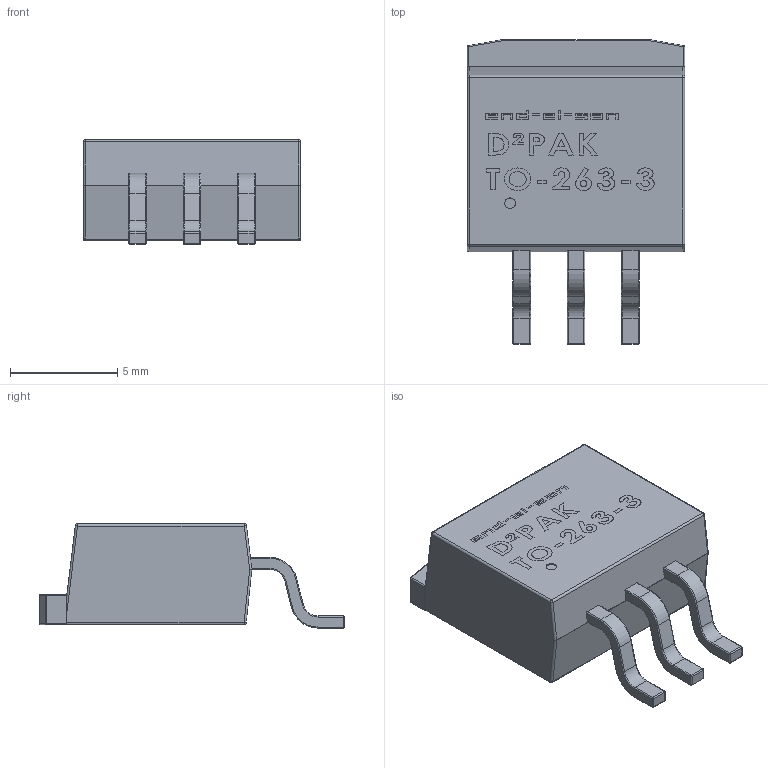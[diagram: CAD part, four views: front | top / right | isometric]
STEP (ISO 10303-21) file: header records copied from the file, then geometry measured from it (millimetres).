
FILE_DESCRIPTION (( 'STEP AP214' ), '1' );
FILE_NAME ('User Library-D²PAK TO-263-3.STEP', '2015-01-11T20:39:09', ( 'Windows User' ), ( '' ), 'SwSTEP 2.0', 'SolidWorks 2015', '' );
FILE_SCHEMA (( 'AUTOMOTIVE_DESIGN' ));
Length unit declared in the file: millimetre
Products named in the file (1): User Library-D²PAK TO-263-3
Bounding box: 10.16 x 14.23 x 4.87 mm (x, y, z)
Volume: 427.2 mm3; surface area: 524 mm2
Topology: 2 solids, 2 shells, 226 faces, 681 edges, 474 vertices
Faces by surface type: cylinder 90, plane 84, sphere 28, torus 24
Entity records: 11112 total; most frequent: CARTESIAN_POINT 2482, ORIENTED_EDGE 1322, DIRECTION 1219, EDGE_CURVE 661, VERTEX_POINT 472, AXIS2_PLACEMENT_3D 417, VECTOR 385, LINE 385
